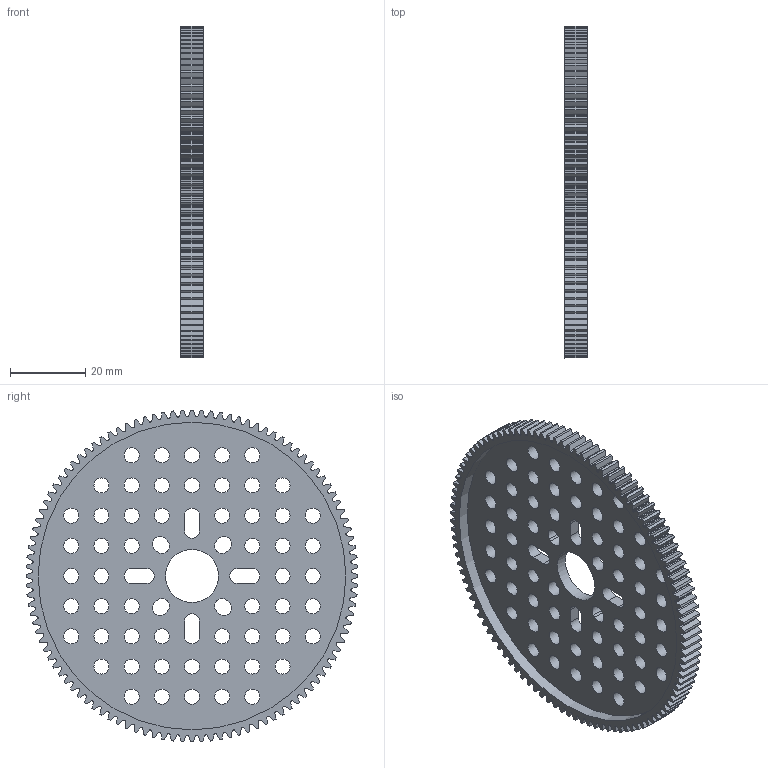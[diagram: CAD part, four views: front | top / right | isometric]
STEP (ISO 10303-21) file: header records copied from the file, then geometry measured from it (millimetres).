
FILE_DESCRIPTION( ( '' ), ' ' );
FILE_NAME( '5a5972da2911760eedb78820.step', '2018-01-13T02:45:47', ( '' ), ( '' ), ' ', ' ', ' ' );
FILE_SCHEMA( ( 'AUTOMOTIVE_DESIGN { 1 0 10303 214 1 1 1 1 }' ) );
Length unit declared in the file: metre
Products named in the file (1): 2302-0014-0108
Bounding box: 6 x 88 x 88 mm (x, y, z)
Volume: 16359.4 mm3; surface area: 16188.1 mm2
Topology: 1 solids, 1 shells, 741 faces, 2268 edges, 1530 vertices
Faces by surface type: cylinder 506, extrusion 216, plane 19
Full cylindrical faces by diameter (mm): 4 x56, 14.05 x1, 81.549 x1
Entity records: 39188 total; most frequent: CARTESIAN_POINT 12688, ORIENTED_EDGE 4418, DIRECTION 4110, EDGE_CURVE 2209, AXIS2_PLACEMENT_3D 1591, VERTEX_POINT 1529, CIRCLE 1065, EDGE_LOOP 930
